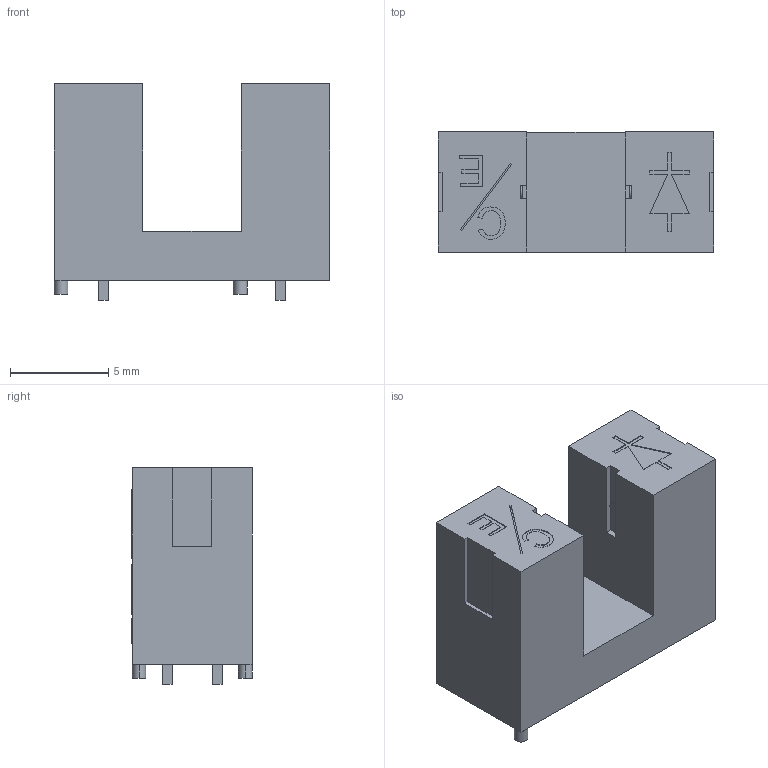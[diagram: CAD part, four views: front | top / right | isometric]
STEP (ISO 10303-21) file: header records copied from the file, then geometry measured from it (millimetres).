
FILE_DESCRIPTION (( 'STEP AP214' ), '1' );
FILE_NAME ('User Library-KTIR0621DS.STEP', '2015-10-12T21:07:46', ( 'Windows User' ), ( '' ), 'SwSTEP 2.0', 'SolidWorks 2015', '' );
FILE_SCHEMA (( 'AUTOMOTIVE_DESIGN' ));
Length unit declared in the file: millimetre
Products named in the file (1): User Library-KTIR0621DS
Bounding box: 14 x 6.12 x 11 mm (x, y, z)
Volume: 538.8 mm3; surface area: 674.3 mm2
Topology: 1 solids, 1 shells, 243 faces, 646 edges, 429 vertices
Faces by surface type: plane 161, bspline 74, cylinder 8
Entity records: 14254 total; most frequent: CARTESIAN_POINT 5985, ORIENTED_EDGE 1292, DIRECTION 857, EDGE_CURVE 646, LINE 479, VECTOR 479, VERTEX_POINT 429, EDGE_LOOP 267
